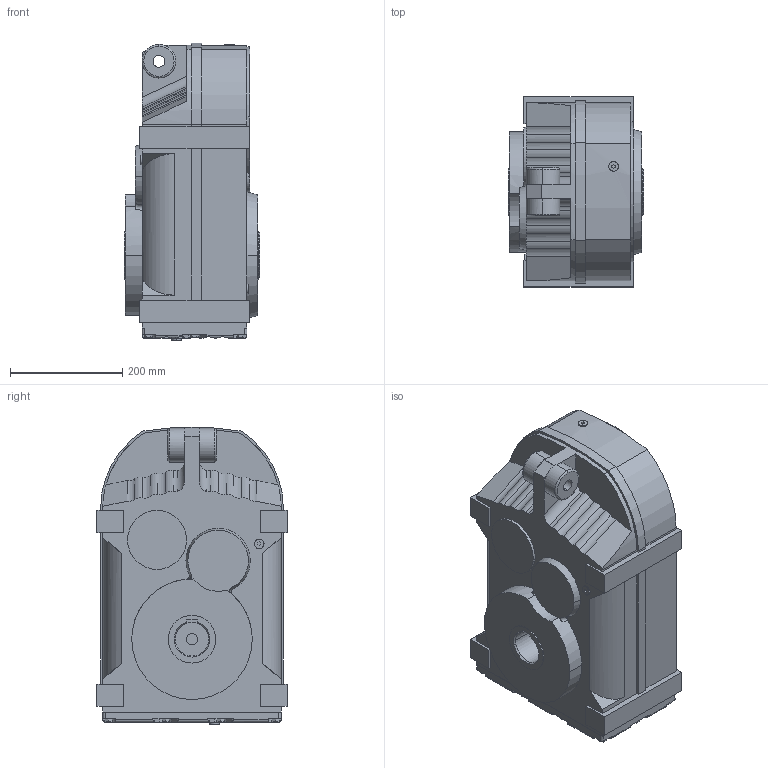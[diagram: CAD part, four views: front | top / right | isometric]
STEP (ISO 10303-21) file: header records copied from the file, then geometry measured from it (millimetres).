
FILE_DESCRIPTION(('STEP AP214'),'1');
FILE_NAME('cctmp_881C0F70-2433-4187-BC9A-407C74BC6F14_2022_05_23_11_15_55_0287..stp','2022-05-23T09:15:55',('SEW-EURODRIVE GmbH & Co KG'),('CADClick - www.CADClick.com'),'Spatial InterOp 3D postprocessed',' ','unknown authorization');
FILE_SCHEMA(('AUTOMOTIVE_DESIGN'));
Length unit declared in the file: millimetre
Products named in the file (1): 2022_05_23_11_15_55_0287
Bounding box: 242 x 339 x 530.52 mm (x, y, z)
Volume: 29723268.8 mm3; surface area: 737980 mm2
Topology: 1 solids, 2 shells, 421 faces, 1114 edges, 733 vertices
Faces by surface type: plane 261, cylinder 132, bspline 16, cone 8, torus 4
Entity records: 15928 total; most frequent: CARTESIAN_POINT 4189, ORIENTED_EDGE 2228, DIRECTION 2100, EDGE_CURVE 1114, LINE 742, VECTOR 742, VERTEX_POINT 733, AXIS2_PLACEMENT_3D 679
